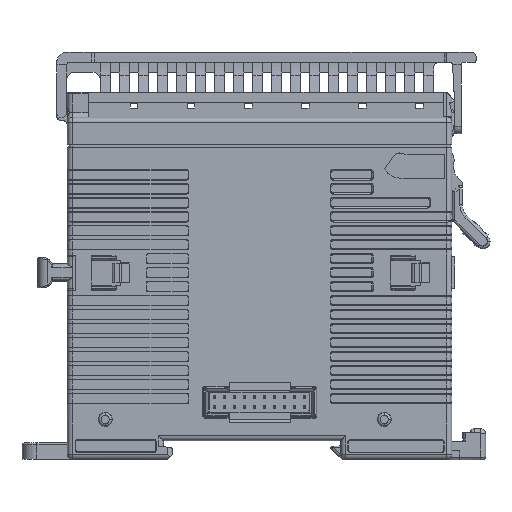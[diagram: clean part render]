
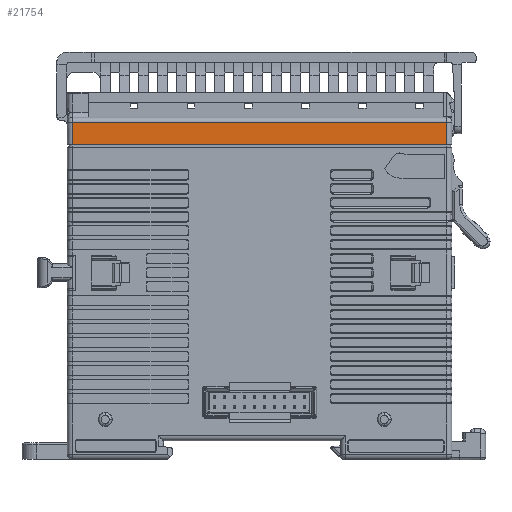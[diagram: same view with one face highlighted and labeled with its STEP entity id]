
A CAD part, left-side view. The second image highlights one B-rep face of the part: STEP entity #21754.
In plain terms, the highlighted planar face has unit normal (-1, 0, 0).
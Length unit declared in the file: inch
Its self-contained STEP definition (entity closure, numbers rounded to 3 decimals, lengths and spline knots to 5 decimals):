
#4207 = AXIS2_PLACEMENT_3D ( 'NONE', #227199, #223756, #134447 ) ;
#21754 = ADVANCED_FACE ( 'NONE', ( #65928 ), #156457, .F. ) ;
#22183 = ORIENTED_EDGE ( 'NONE', *, *, #195488, .F. ) ;
#49605 = CARTESIAN_POINT ( 'NONE',  ( -0.08314, 1.37781, 0.19685 ) ) ;
#65928 = FACE_OUTER_BOUND ( 'NONE', #225548, .T. ) ;
#67688 = ORIENTED_EDGE ( 'NONE', *, *, #120275, .F. ) ;
#70268 = ORIENTED_EDGE ( 'NONE', *, *, #100464, .F. ) ;
#72558 = DIRECTION ( 'NONE',  ( 0., 0., -1. ) ) ;
#72811 = LINE ( 'NONE', #143594, #120201 ) ;
#73214 = VERTEX_POINT ( 'NONE', #75217 ) ;
#75217 = CARTESIAN_POINT ( 'NONE',  ( -0.08314, -1.57495, 0.01969 ) ) ;
#82824 = DIRECTION ( 'NONE',  ( 0., -1., 0. ) ) ;
#92693 = CARTESIAN_POINT ( 'NONE',  ( -0.08314, -1.57495, 0.19685 ) ) ;
#93717 = VERTEX_POINT ( 'NONE', #92693 ) ;
#100464 = EDGE_CURVE ( 'NONE', #93717, #73214, #143348, .T. ) ;
#100738 = EDGE_CURVE ( 'NONE', #121047, #73214, #210396, .T. ) ;
#102565 = ORIENTED_EDGE ( 'NONE', *, *, #100738, .T. ) ;
#120201 = VECTOR ( 'NONE', #163279, 39.37008 ) ;
#120275 = EDGE_CURVE ( 'NONE', #154792, #93717, #162161, .T. ) ;
#121047 = VERTEX_POINT ( 'NONE', #132550 ) ;
#132550 = CARTESIAN_POINT ( 'NONE',  ( -0.08314, 1.37781, 0.01969 ) ) ;
#134447 = DIRECTION ( 'NONE',  ( 0., 1., 0. ) ) ;
#136591 = CARTESIAN_POINT ( 'NONE',  ( -0.08314, -0.5907, 0.19685 ) ) ;
#143348 = LINE ( 'NONE', #145667, #202606 ) ;
#143594 = CARTESIAN_POINT ( 'NONE',  ( -0.08314, 1.37781, 0. ) ) ;
#145667 = CARTESIAN_POINT ( 'NONE',  ( -0.08314, -1.57495, 0. ) ) ;
#152900 = CARTESIAN_POINT ( 'NONE',  ( -0.08314, -1.57495, 0.19685 ) ) ;
#154792 = VERTEX_POINT ( 'NONE', #203047 ) ;
#156457 = PLANE ( 'NONE',  #4207 ) ;
#162161 = B_SPLINE_CURVE_WITH_KNOTS ( 'NONE', 3,
 ( #49605, #224782, #136591, #152900 ),
 .UNSPECIFIED., .F., .F.,
 ( 4, 4 ),
 ( 0., 1. ),
 .UNSPECIFIED. ) ;
#163279 = DIRECTION ( 'NONE',  ( 0., 0., 1. ) ) ;
#187828 = VECTOR ( 'NONE', #82824, 39.37008 ) ;
#195488 = EDGE_CURVE ( 'NONE', #121047, #154792, #72811, .T. ) ;
#202606 = VECTOR ( 'NONE', #72558, 39.37008 ) ;
#203047 = CARTESIAN_POINT ( 'NONE',  ( -0.08314, 1.37781, 0.19685 ) ) ;
#210396 = LINE ( 'NONE', #226652, #187828 ) ;
#223756 = DIRECTION ( 'NONE',  ( 1., 0., 0. ) ) ;
#224782 = CARTESIAN_POINT ( 'NONE',  ( -0.08314, 0.39355, 0.19685 ) ) ;
#225548 = EDGE_LOOP ( 'NONE', ( #70268, #67688, #22183, #102565 ) ) ;
#226652 = CARTESIAN_POINT ( 'NONE',  ( -0.08314, -1.57495, 0.01969 ) ) ;
#227199 = CARTESIAN_POINT ( 'NONE',  ( -0.08314, -1.61432, 0. ) ) ;
